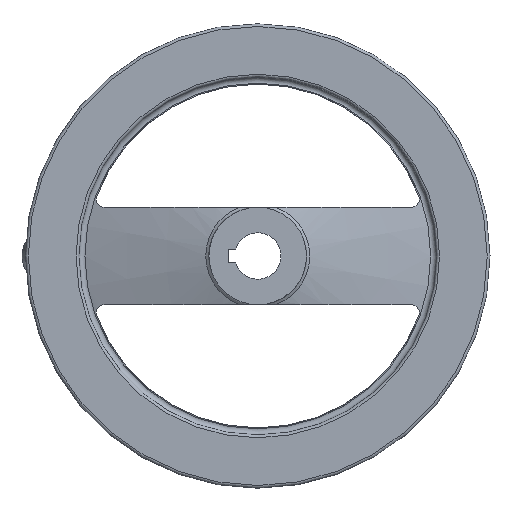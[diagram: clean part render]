
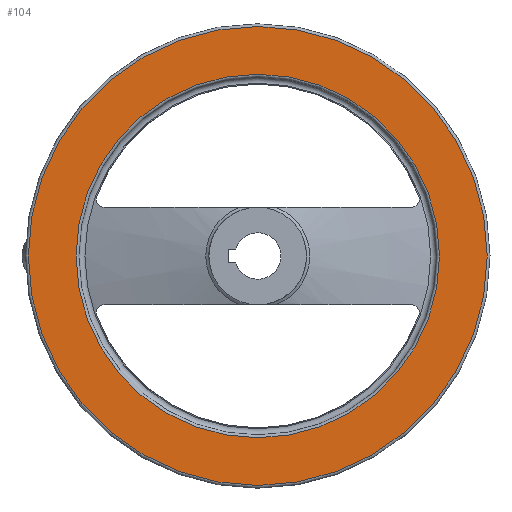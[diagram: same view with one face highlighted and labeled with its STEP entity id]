
A CAD part, left-side view. The second image highlights one B-rep face of the part: STEP entity #104.
In plain terms, the highlighted planar face has unit normal (-1, 0, 0).
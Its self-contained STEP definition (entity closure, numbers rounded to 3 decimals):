
#104 = ADVANCED_FACE( '', ( #226, #227 ), #228, .F. );
#226 = FACE_OUTER_BOUND( '', #396, .T. );
#227 = FACE_BOUND( '', #397, .T. );
#228 = PLANE( '', #398 );
#396 = EDGE_LOOP( '', ( #634 ) );
#397 = EDGE_LOOP( '', ( #635 ) );
#398 = AXIS2_PLACEMENT_3D( '', #636, #637, #638 );
#634 = ORIENTED_EDGE( '', *, *, #825, .F. );
#635 = ORIENTED_EDGE( '', *, *, #826, .T. );
#636 = CARTESIAN_POINT( '', ( 22.8, 78.25, 0. ) );
#637 = DIRECTION( '', ( 1., 0., 0. ) );
#638 = DIRECTION( '', ( 0., 0., -1. ) );
#825 = EDGE_CURVE( '', #982, #982, #983, .T. );
#826 = EDGE_CURVE( '', #984, #984, #985, .T. );
#982 = VERTEX_POINT( '', #1480 );
#983 = CIRCLE( '', #1481, 98.8 );
#984 = VERTEX_POINT( '', #1482 );
#985 = CIRCLE( '', #1483, 78.25 );
#1480 = CARTESIAN_POINT( '', ( 22.8, 0., -98.8 ) );
#1481 = AXIS2_PLACEMENT_3D( '', #1599, #1600, #1601 );
#1482 = CARTESIAN_POINT( '', ( 22.8, 0., -78.25 ) );
#1483 = AXIS2_PLACEMENT_3D( '', #1602, #1603, #1604 );
#1599 = CARTESIAN_POINT( '', ( 22.8, 0., 0. ) );
#1600 = DIRECTION( '', ( 1., 0., 0. ) );
#1601 = DIRECTION( '', ( 0., 0., -1. ) );
#1602 = CARTESIAN_POINT( '', ( 22.8, 0., 0. ) );
#1603 = DIRECTION( '', ( 1., 0., 0. ) );
#1604 = DIRECTION( '', ( 0., 0., -1. ) );
